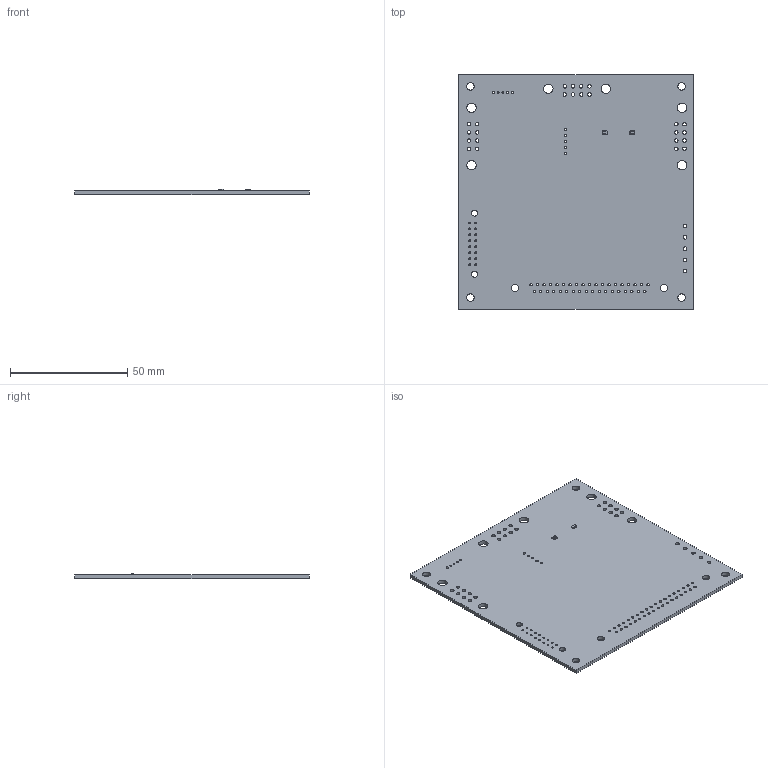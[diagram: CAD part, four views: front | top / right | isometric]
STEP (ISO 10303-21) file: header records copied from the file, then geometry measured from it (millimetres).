
FILE_DESCRIPTION(('KiCad electronic assembly'),'2;1');
FILE_NAME('MC_Telem.step','2023-04-13T12:25:47',('Pcbnew'),('Kicad'), 'Open CASCADE STEP processor 7.6','KiCad to STEP converter','Unknown' );
FILE_SCHEMA(('AUTOMOTIVE_DESIGN { 1 0 10303 214 1 1 1 1 }'));
Length unit declared in the file: millimetre
Products named in the file (4): MC_Telem 1; TPS629206QDRLRQ1; COMPOUND; MC_Telem PCB
Assembly tree (4 placements, depth 3):
  MC_Telem 1
    TPS629206QDRLRQ1  x2
      COMPOUND
    MC_Telem PCB
Bounding box: 100 x 100 x 2.25 mm (x, y, z)
Volume: 15635.6 mm3; surface area: 20959.5 mm2
Topology: 19 solids, 19 shells, 308 faces, 786 edges, 516 vertices
Faces by surface type: bspline 196, cylinder 106, plane 6
Full cylindrical faces by diameter (mm): 0.762 x16, 0.8 x3, 1 x44, 1.5 x24, 1.55 x5, 2.6 x2, 3.2 x6, 4 x6
Entity records: 14473 total; most frequent: CARTESIAN_POINT 4639, DIRECTION 1224, ORIENTED_EDGE 1116, PCURVE 1116, DEFINITIONAL_REPRESENTATION 1116, B_SPLINE_CURVE_WITH_KNOTS 672, LINE 566, VECTOR 566
